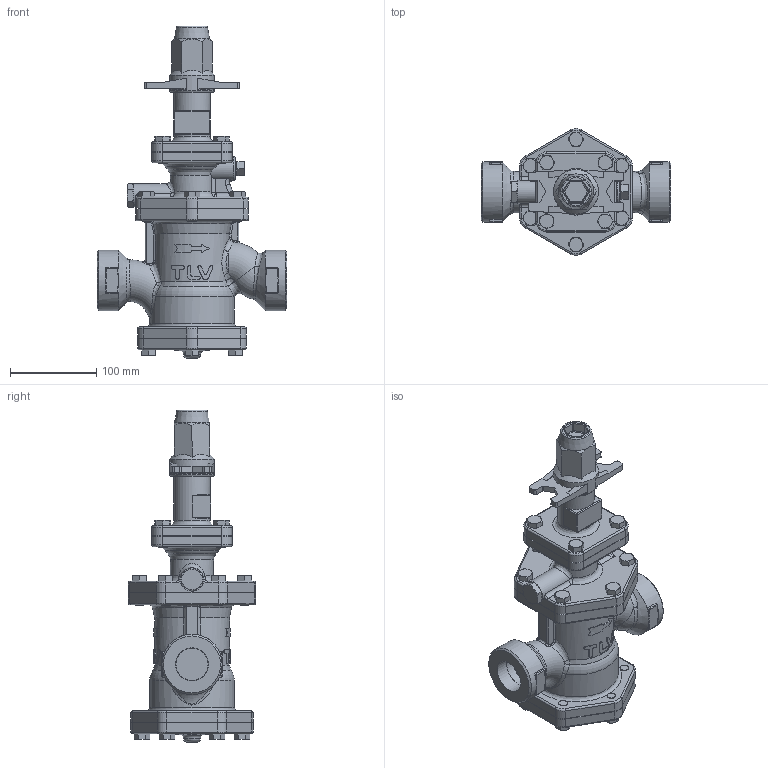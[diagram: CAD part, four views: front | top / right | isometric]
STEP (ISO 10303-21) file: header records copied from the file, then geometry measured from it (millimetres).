
FILE_DESCRIPTION((''),'2;1');
FILE_NAME('csr3x-032-screw-00.stp','2010-06-24T09:41:59',('nakaot'),(''),'Autodesk Inventor 2008','Autodesk Inventor 2008','');
FILE_SCHEMA(('AUTOMOTIVE_DESIGN { 1 0 10303 214 1 1 1 1 }'));
Length unit declared in the file: millimetre
Products named in the file (1): csr3x-032-screw-00
Bounding box: 220 x 147.34 x 385 mm (x, y, z)
Volume: 2490828.3 mm3; surface area: 252083.6 mm2
Topology: 1 solids, 1 shells, 912 faces, 2198 edges, 1333 vertices
Faces by surface type: plane 296, cylinder 220, bspline 209, cone 124, torus 58, sphere 5
Full cylindrical faces by diameter (mm): 10 x32, 27 x1, 28 x1, 42 x1, 52 x1, 70 x3, 90 x2, 98 x1
Entity records: 48531 total; most frequent: CARTESIAN_POINT 29333, ORIENTED_EDGE 4118, DIRECTION 3693, EDGE_CURVE 2059, AXIS2_PLACEMENT_3D 1468, VERTEX_POINT 1297, EDGE_LOOP 1092, FACE_OUTER_BOUND 912
